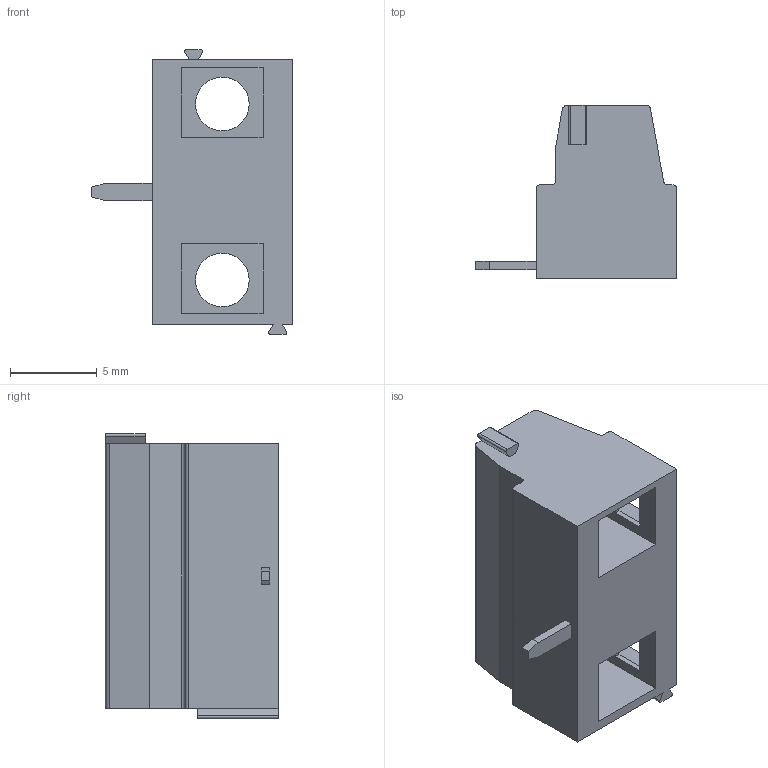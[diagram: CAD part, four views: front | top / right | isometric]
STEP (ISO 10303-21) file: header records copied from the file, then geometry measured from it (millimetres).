
FILE_DESCRIPTION( ( 'Unknown' ), '1' );
FILE_NAME( '691213600101.stp', 'Unknown', ( 'Unknown' ), ( 'Unknown' ), 'PSStep 18.0.17', 'Unknown', ' ' );
FILE_SCHEMA( ( 'AUTOMOTIVE_DESIGN { 1 0 10303 214 1 1 1 1 }' ) );
Length unit declared in the file: millimetre
Products named in the file (2): Assem1; CII10.16_1BSQ
Assembly tree (1 placements, depth 2):
  Assem1
    CII10.16_1BSQ
Bounding box: 11.6 x 10 x 16.44 mm (x, y, z)
Volume: 646.4 mm3; surface area: 1074.7 mm2
Topology: 1 solids, 1 shells, 104 faces, 270 edges, 176 vertices
Faces by surface type: plane 86, cylinder 18
Full cylindrical faces by diameter (mm): 3.1 x2, 3.8 x3
Entity records: 3989 total; most frequent: CARTESIAN_POINT 545, ORIENTED_EDGE 528, DIRECTION 515, EDGE_CURVE 264, LINE 225, VECTOR 225, VERTEX_POINT 175, AXIS2_PLACEMENT_3D 145
